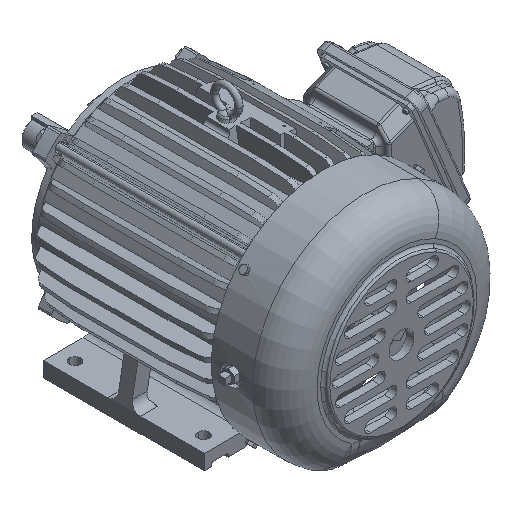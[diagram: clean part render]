
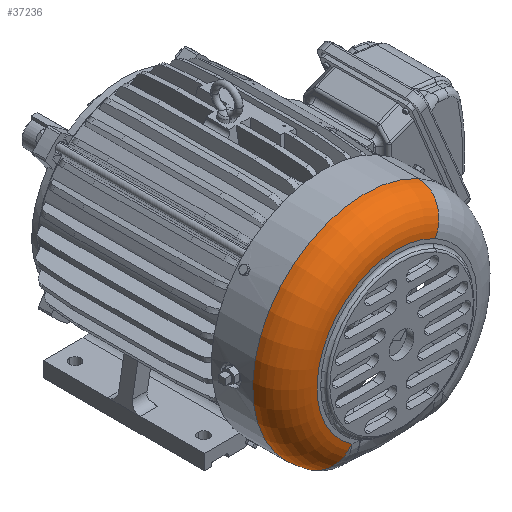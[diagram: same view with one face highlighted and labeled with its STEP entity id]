
A CAD part, isometric view. The second image highlights one B-rep face of the part: STEP entity #37236.
In plain terms, the highlighted toroidal (fillet/blend) face has major radius 87 mm and minor radius 35 mm.
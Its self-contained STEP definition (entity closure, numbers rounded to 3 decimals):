
#36759=CARTESIAN_POINT('Vertex',(58.49,-150.,107.065)) ;
#36937=CARTESIAN_POINT('Axis2P3D Location',(0.,-150.,0.)) ;
#36941=CARTESIAN_POINT('Vertex',(-68.94,-150.,-100.654)) ;
#37089=CARTESIAN_POINT('Axis2P3D Location',(0.,-150.,0.)) ;
#37094=CARTESIAN_POINT('Axis2P3D Location',(41.71,-150.,76.35)) ;
#37098=CARTESIAN_POINT('Vertex',(41.71,-185.,76.35)) ;
#37218=CARTESIAN_POINT('Axis2P3D Location',(0.,-185.,0.)) ;
#37222=CARTESIAN_POINT('Vertex',(-49.162,-185.,-71.778)) ;
#37225=CARTESIAN_POINT('Axis2P3D Location',(-49.162,-150.,-71.778)) ;
#36938=DIRECTION('Axis2P3D Direction',(-0.,1.,0.)) ;
#37090=DIRECTION('Axis2P3D Direction',(0.,1.,0.)) ;
#37091=DIRECTION('Axis2P3D XDirection',(0.479,0.,0.878)) ;
#37095=DIRECTION('Axis2P3D Direction',(-0.878,0.,0.479)) ;
#37219=DIRECTION('Axis2P3D Direction',(-0.,1.,0.)) ;
#37226=DIRECTION('Axis2P3D Direction',(0.825,0.,-0.565)) ;
#36939=AXIS2_PLACEMENT_3D('Circle Axis2P3D',#36937,#36938,$) ;
#37092=AXIS2_PLACEMENT_3D('Torus Axis2P3D',#37089,#37090,#37091) ;
#37096=AXIS2_PLACEMENT_3D('Circle Axis2P3D',#37094,#37095,$) ;
#37220=AXIS2_PLACEMENT_3D('Circle Axis2P3D',#37218,#37219,$) ;
#37227=AXIS2_PLACEMENT_3D('Circle Axis2P3D',#37225,#37226,$) ;
#37231=ORIENTED_EDGE('',*,*,#37224,.T.) ;
#37232=ORIENTED_EDGE('',*,*,#37100,.F.) ;
#37233=ORIENTED_EDGE('',*,*,#36943,.F.) ;
#37234=ORIENTED_EDGE('',*,*,#37229,.T.) ;
#37236=ADVANCED_FACE('AEHH8R#180T-FSide.1\\31407C261.1\\PartBody',(#37235),#37093,.T.) ;
#36940=CIRCLE('generated circle',#36939,122.) ;
#37097=CIRCLE('generated circle',#37096,35.) ;
#37221=CIRCLE('generated circle',#37220,87.) ;
#37228=CIRCLE('generated circle',#37227,35.) ;
#37093=TOROIDAL_SURFACE('homeo Torus',#37092,87.,35.) ;
#36943=EDGE_CURVE('',#36942,#36760,#36940,.T.) ;
#37100=EDGE_CURVE('',#36760,#37099,#37097,.F.) ;
#37224=EDGE_CURVE('',#37223,#37099,#37221,.T.) ;
#37229=EDGE_CURVE('',#36942,#37223,#37228,.F.) ;
#37230=EDGE_LOOP('',(#37231,#37232,#37233,#37234)) ;
#37235=FACE_OUTER_BOUND('',#37230,.T.) ;
#36760=VERTEX_POINT('',#36759) ;
#36942=VERTEX_POINT('',#36941) ;
#37099=VERTEX_POINT('',#37098) ;
#37223=VERTEX_POINT('',#37222) ;
